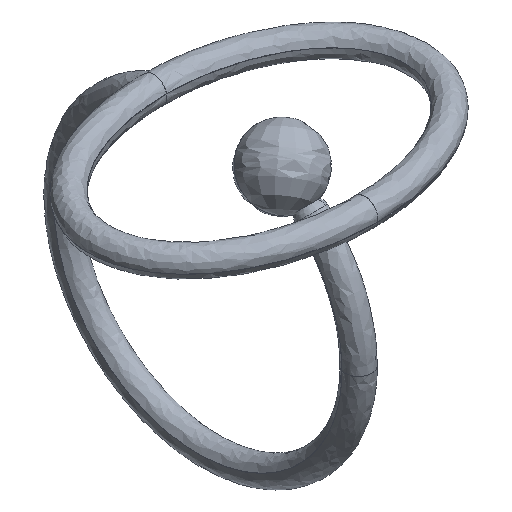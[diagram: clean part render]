
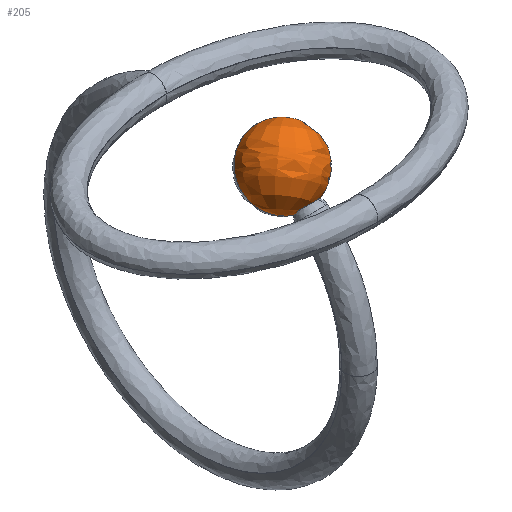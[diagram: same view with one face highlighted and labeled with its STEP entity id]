
A CAD part, isometric view. The second image highlights one B-rep face of the part: STEP entity #205.
In plain terms, the highlighted free-form (B-spline) face has degree [2, 2] with [5, 5] control points.
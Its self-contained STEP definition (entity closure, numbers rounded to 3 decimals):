
#205 = ADVANCED_FACE('',(#206),#298,.T.);
#206 = FACE_BOUND('',#207,.T.);
#207 = EDGE_LOOP('',(#208,#218,#264,#272,#280,#290));
#208 = ORIENTED_EDGE('',*,*,#209,.T.);
#209 = EDGE_CURVE('',#210,#212,#214,.T.);
#210 = VERTEX_POINT('',#211);
#211 = CARTESIAN_POINT('',(-1.277,-5.66,7.105
    ));
#212 = VERTEX_POINT('',#213);
#213 = CARTESIAN_POINT('',(-0.483,-6.111,
    7.02));
#214 = ( BOUNDED_CURVE() B_SPLINE_CURVE(2,(#215,#216,#217),
.UNSPECIFIED.,.F.,.F.) B_SPLINE_CURVE_WITH_KNOTS((3,3),(-0.808,
-0.),.PIECEWISE_BEZIER_KNOTS.) CURVE() GEOMETRIC_REPRESENTATION_ITEM() 
RATIONAL_B_SPLINE_CURVE((1.,0.98,1.)) REPRESENTATION_ITEM('') );
#215 = CARTESIAN_POINT('',(-1.277,-5.66,7.105
    ));
#216 = CARTESIAN_POINT('',(-0.917,-5.937,
    6.994));
#217 = CARTESIAN_POINT('',(-0.483,-6.111,
    7.02));
#218 = ORIENTED_EDGE('',*,*,#219,.T.);
#219 = EDGE_CURVE('',#212,#220,#222,.T.);
#220 = VERTEX_POINT('',#221);
#221 = CARTESIAN_POINT('',(0.,-6.581,
    7.49));
#222 = B_SPLINE_CURVE_WITH_KNOTS('',14,(#223,#224,#225,#226,#227,#228,
    #229,#230,#231,#232,#233,#234,#235,#236,#237,#238,#239,#240,#241,
    #242,#243,#244,#245,#246,#247,#248,#249,#250,#251,#252,#253,#254,
    #255,#256,#257,#258,#259,#260,#261,#262,#263),.UNSPECIFIED.,.F.,.F.,
  (15,13,13,15),(4.398,5.17,5.609,
    6.283),.UNSPECIFIED.);
#223 = CARTESIAN_POINT('',(-0.483,-6.111,
    7.02));
#224 = CARTESIAN_POINT('',(-0.487,-6.121,
    7.03));
#225 = CARTESIAN_POINT('',(-0.492,-6.131,
    7.04));
#226 = CARTESIAN_POINT('',(-0.495,-6.141,
    7.05));
#227 = CARTESIAN_POINT('',(-0.499,-6.153,
    7.062));
#228 = CARTESIAN_POINT('',(-0.501,-6.159,
    7.068));
#229 = CARTESIAN_POINT('',(-0.505,-6.181,7.091
    ));
#230 = CARTESIAN_POINT('',(-0.506,-6.174,
    7.083));
#231 = CARTESIAN_POINT('',(-0.506,-6.209,7.117
    ));
#232 = CARTESIAN_POINT('',(-0.51,-6.202,
    7.112));
#233 = CARTESIAN_POINT('',(-0.508,-6.225,
    7.134));
#234 = CARTESIAN_POINT('',(-0.509,-6.234,7.143
    ));
#235 = CARTESIAN_POINT('',(-0.507,-6.249,
    7.158));
#236 = CARTESIAN_POINT('',(-0.505,-6.263,
    7.172));
#237 = CARTESIAN_POINT('',(-0.499,-6.286,
    7.195));
#238 = CARTESIAN_POINT('',(-0.497,-6.295,
    7.204));
#239 = CARTESIAN_POINT('',(-0.495,-6.305,
    7.214));
#240 = CARTESIAN_POINT('',(-0.491,-6.314,
    7.223));
#241 = CARTESIAN_POINT('',(-0.488,-6.324,
    7.233));
#242 = CARTESIAN_POINT('',(-0.483,-6.335,
    7.244));
#243 = CARTESIAN_POINT('',(-0.478,-6.346,7.255
    ));
#244 = CARTESIAN_POINT('',(-0.472,-6.357,
    7.266));
#245 = CARTESIAN_POINT('',(-0.465,-6.368,
    7.278));
#246 = CARTESIAN_POINT('',(-0.457,-6.381,
    7.29));
#247 = CARTESIAN_POINT('',(-0.448,-6.393,
    7.302));
#248 = CARTESIAN_POINT('',(-0.437,-6.406,
    7.315));
#249 = CARTESIAN_POINT('',(-0.425,-6.419,
    7.328));
#250 = CARTESIAN_POINT('',(-0.389,-6.453,7.362
    ));
#251 = CARTESIAN_POINT('',(-0.366,-6.473,
    7.382));
#252 = CARTESIAN_POINT('',(-0.341,-6.491,
    7.4));
#253 = CARTESIAN_POINT('',(-0.314,-6.507,
    7.416));
#254 = CARTESIAN_POINT('',(-0.285,-6.522,
    7.431));
#255 = CARTESIAN_POINT('',(-0.255,-6.536,7.445)
  );
#256 = CARTESIAN_POINT('',(-0.224,-6.547,
    7.456));
#257 = CARTESIAN_POINT('',(-0.192,-6.557,
    7.466));
#258 = CARTESIAN_POINT('',(-0.159,-6.565,7.474
    ));
#259 = CARTESIAN_POINT('',(-0.126,-6.572,7.481)
  );
#260 = CARTESIAN_POINT('',(-0.093,-6.576,
    7.485));
#261 = CARTESIAN_POINT('',(-0.061,-6.579,
    7.488));
#262 = CARTESIAN_POINT('',(-0.03,-6.581,
    7.49));
#263 = CARTESIAN_POINT('',(0.,-6.581,
    7.49));
#264 = ORIENTED_EDGE('',*,*,#265,.T.);
#265 = EDGE_CURVE('',#220,#266,#268,.T.);
#266 = VERTEX_POINT('',#267);
#267 = CARTESIAN_POINT('',(0.315,-6.503,7.412
    ));
#268 = ( BOUNDED_CURVE() B_SPLINE_CURVE(2,(#269,#270,#271),
.UNSPECIFIED.,.F.,.F.) B_SPLINE_CURVE_WITH_KNOTS((3,3),(0.,
0.298),.PIECEWISE_BEZIER_KNOTS.) CURVE() 
GEOMETRIC_REPRESENTATION_ITEM() RATIONAL_B_SPLINE_CURVE((1.,
0.944,1.)) REPRESENTATION_ITEM('') );
#269 = CARTESIAN_POINT('',(0.,-6.581,
    7.49));
#270 = CARTESIAN_POINT('',(0.177,-6.581,7.49)
  );
#271 = CARTESIAN_POINT('',(0.315,-6.503,7.412
    ));
#272 = ORIENTED_EDGE('',*,*,#273,.T.);
#273 = EDGE_CURVE('',#266,#274,#276,.T.);
#274 = VERTEX_POINT('',#275);
#275 = CARTESIAN_POINT('',(0.483,-6.333,7.242
    ));
#276 = ( BOUNDED_CURVE() B_SPLINE_CURVE(2,(#277,#278,#279),
.UNSPECIFIED.,.F.,.F.) B_SPLINE_CURVE_WITH_KNOTS((3,3),(0.,
0.26),.PIECEWISE_BEZIER_KNOTS.) CURVE() 
GEOMETRIC_REPRESENTATION_ITEM() RATIONAL_B_SPLINE_CURVE((1.,
0.957,1.)) REPRESENTATION_ITEM('') );
#277 = CARTESIAN_POINT('',(0.315,-6.503,7.412
    ));
#278 = CARTESIAN_POINT('',(0.435,-6.436,7.345)
  );
#279 = CARTESIAN_POINT('',(0.483,-6.333,7.242
    ));
#280 = ORIENTED_EDGE('',*,*,#281,.T.);
#281 = EDGE_CURVE('',#274,#282,#284,.T.);
#282 = VERTEX_POINT('',#283);
#283 = CARTESIAN_POINT('',(1.277,-3.633,
    10.306));
#284 = ( BOUNDED_CURVE() B_SPLINE_CURVE(2,(#285,#286,#287,#288,#289),
.UNSPECIFIED.,.F.,.F.) B_SPLINE_CURVE_WITH_KNOTS((3,2,3),(
    -2.289,-1.568,0.),.UNSPECIFIED.) 
CURVE() GEOMETRIC_REPRESENTATION_ITEM() RATIONAL_B_SPLINE_CURVE((
    0.855,0.865,1.,0.707,1.)) 
REPRESENTATION_ITEM('') );
#285 = CARTESIAN_POINT('',(0.483,-6.333,7.242
    ));
#286 = CARTESIAN_POINT('',(1.278,-6.38,7.559
    ));
#287 = CARTESIAN_POINT('',(1.758,-6.,8.16
    ));
#288 = CARTESIAN_POINT('',(3.035,-4.986,9.76
    ));
#289 = CARTESIAN_POINT('',(1.277,-3.633,
    10.306));
#290 = ORIENTED_EDGE('',*,*,#291,.T.);
#291 = EDGE_CURVE('',#282,#210,#292,.T.);
#292 = ( BOUNDED_CURVE() B_SPLINE_CURVE(2,(#293,#294,#295,#296,#297),
.UNSPECIFIED.,.F.,.F.) B_SPLINE_CURVE_WITH_KNOTS((3,2,3),(0.,
1.571,3.142),.PIECEWISE_BEZIER_KNOTS.) CURVE() 
GEOMETRIC_REPRESENTATION_ITEM() RATIONAL_B_SPLINE_CURVE((1.,
0.707,1.,0.707,1.)) REPRESENTATION_ITEM('') );
#293 = CARTESIAN_POINT('',(1.277,-3.633,
    10.306));
#294 = CARTESIAN_POINT('',(-0.481,-2.28,
    10.852));
#295 = CARTESIAN_POINT('',(-1.758,-3.293,
    9.251));
#296 = CARTESIAN_POINT('',(-3.035,-4.307,7.651)
  );
#297 = CARTESIAN_POINT('',(-1.277,-5.66,7.105
    ));
#298 = ( BOUNDED_SURFACE() B_SPLINE_SURFACE(2,2,(
    (#299,#300,#301,#302,#303)
    ,(#304,#305,#306,#307,#308)
    ,(#309,#310,#311,#312,#313)
    ,(#314,#315,#316,#317,#318)
    ,(#319,#320,#321,#322,#323
)),.UNSPECIFIED.,.F.,.F.,.F.) B_SPLINE_SURFACE_WITH_KNOTS((3,2,3),(3,2,3
    ),(1.571,3.142,4.712),(-1.571,0.,
1.571),.UNSPECIFIED.) GEOMETRIC_REPRESENTATION_ITEM() 
RATIONAL_B_SPLINE_SURFACE((
    (1.,0.707,1.,0.707,1.)
    ,(0.707,0.5,0.707,0.5,0.707)
    ,(1.,0.707,1.,0.707,1.)
    ,(0.707,0.5,0.707,0.5,0.707)
,(1.,0.707,1.,0.707,1.
))) REPRESENTATION_ITEM('') SURFACE() );
#299 = CARTESIAN_POINT('',(-1.277,-5.66,7.105
    ));
#300 = CARTESIAN_POINT('',(-3.035,-4.307,7.651)
  );
#301 = CARTESIAN_POINT('',(-1.758,-3.293,
    9.251));
#302 = CARTESIAN_POINT('',(-0.481,-2.28,
    10.852));
#303 = CARTESIAN_POINT('',(1.277,-3.633,
    10.306));
#304 = CARTESIAN_POINT('',(-1.277,-5.66,7.105
    ));
#305 = CARTESIAN_POINT('',(-3.741,-5.843,
    9.187));
#306 = CARTESIAN_POINT('',(-2.464,-4.829,
    10.788));
#307 = CARTESIAN_POINT('',(-1.187,-3.816,
    12.388));
#308 = CARTESIAN_POINT('',(1.277,-3.633,
    10.306));
#309 = CARTESIAN_POINT('',(-1.277,-5.66,7.105
    ));
#310 = CARTESIAN_POINT('',(-1.983,-7.196,
    8.642));
#311 = CARTESIAN_POINT('',(-0.706,-6.183,
    10.242));
#312 = CARTESIAN_POINT('',(0.571,-5.169,
    11.842));
#313 = CARTESIAN_POINT('',(1.277,-3.633,
    10.306));
#314 = CARTESIAN_POINT('',(-1.277,-5.66,7.105
    ));
#315 = CARTESIAN_POINT('',(-0.225,-8.55,8.096
    ));
#316 = CARTESIAN_POINT('',(1.052,-7.536,9.696
    ));
#317 = CARTESIAN_POINT('',(2.329,-6.523,
    11.297));
#318 = CARTESIAN_POINT('',(1.277,-3.633,
    10.306));
#319 = CARTESIAN_POINT('',(-1.277,-5.66,7.105
    ));
#320 = CARTESIAN_POINT('',(0.481,-7.013,6.56
    ));
#321 = CARTESIAN_POINT('',(1.758,-6.,8.16
    ));
#322 = CARTESIAN_POINT('',(3.035,-4.986,9.76
    ));
#323 = CARTESIAN_POINT('',(1.277,-3.633,
    10.306));
